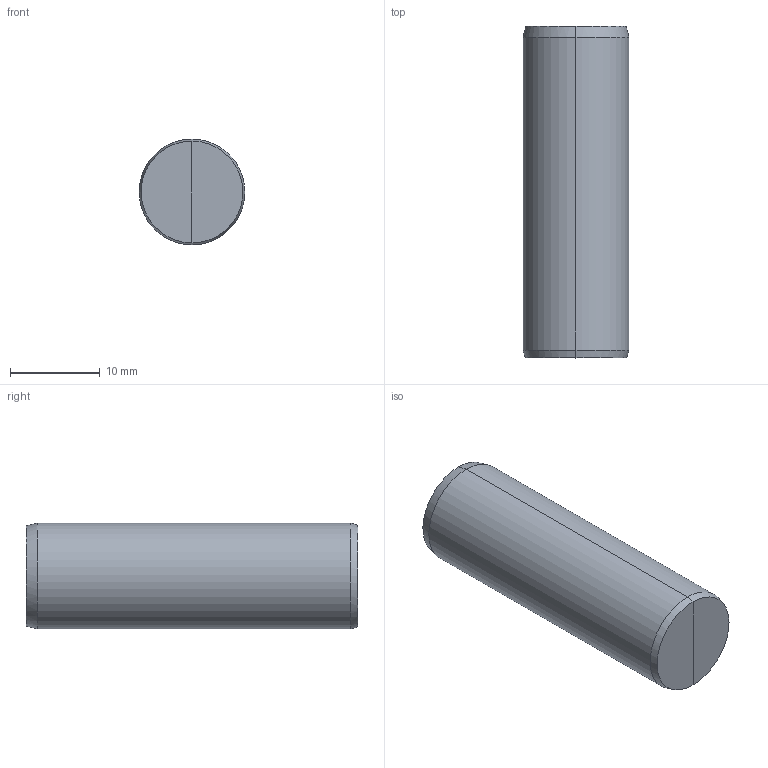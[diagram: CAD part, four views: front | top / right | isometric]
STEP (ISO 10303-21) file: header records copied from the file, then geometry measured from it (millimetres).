
FILE_DESCRIPTION(/* description */ (''),/* implementation_level */ '2;1');
FILE_NAME(/* name */ 'O_537D~1',/* time_stamp */ '2025-11-26T13:44:53+08:00',/* author */ (''),/* organization */ (''),/* preprocessor_version */ 'ST-DEVELOPER v16.5',/* originating_system */ '',/* authorisation */ '');
FILE_SCHEMA (('CONFIG_CONTROL_DESIGN'));
Length unit declared in the file: millimetre
Products named in the file (1): Document
Bounding box: 11.8 x 37 x 11.8 mm (x, y, z)
Volume: 4037.8 mm3; surface area: 1572 mm2
Topology: 1 solids, 1 shells, 10 faces, 22 edges, 10 vertices
Faces by surface type: bspline 8, cylinder 2
Entity records: 380 total; most frequent: CARTESIAN_POINT 178, ORIENTED_EDGE 36, EDGE_CURVE 18, ADVANCED_FACE 10, FACE_OUTER_BOUND 10, EDGE_LOOP 10, B_SPLINE_CURVE_WITH_KNOTS 10, VERTEX_POINT 10
